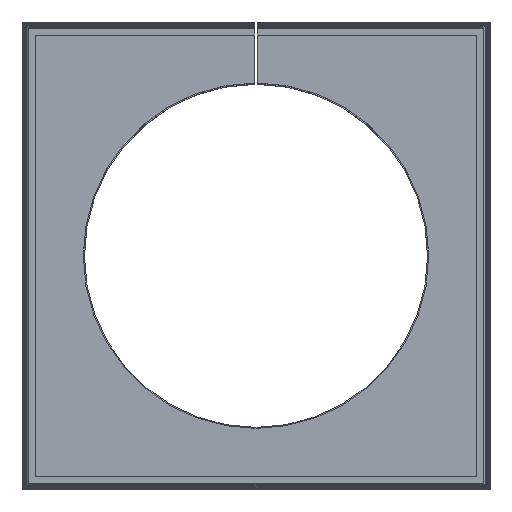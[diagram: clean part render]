
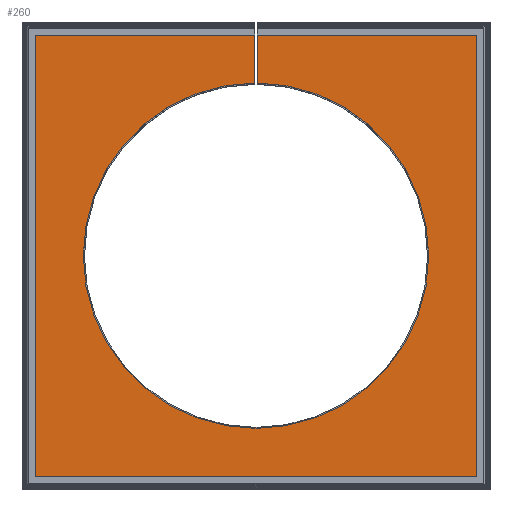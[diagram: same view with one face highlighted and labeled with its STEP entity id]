
A CAD part, top view. The second image highlights one B-rep face of the part: STEP entity #260.
In plain terms, the highlighted planar face has unit normal (0, 0, 1).
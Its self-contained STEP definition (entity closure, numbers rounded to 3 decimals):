
#63=CIRCLE('',#2147,15.5);
#260=ADVANCED_FACE('',(#452),#354,.T.);
#354=PLANE('',#2148);
#452=FACE_OUTER_BOUND('',#571,.T.);
#571=EDGE_LOOP('',(#1010,#1011,#1012,#1013,#1014,#1015,#1016,#1017));
#1010=ORIENTED_EDGE('',*,*,#1588,.F.);
#1011=ORIENTED_EDGE('',*,*,#1589,.T.);
#1012=ORIENTED_EDGE('',*,*,#1590,.T.);
#1013=ORIENTED_EDGE('',*,*,#1591,.T.);
#1014=ORIENTED_EDGE('',*,*,#1592,.T.);
#1015=ORIENTED_EDGE('',*,*,#1392,.T.);
#1016=ORIENTED_EDGE('',*,*,#1593,.T.);
#1017=ORIENTED_EDGE('',*,*,#1594,.F.);
#1200=VERTEX_POINT('',#2693);
#1202=VERTEX_POINT('',#2696);
#1324=VERTEX_POINT('',#3698);
#1325=VERTEX_POINT('',#3699);
#1326=VERTEX_POINT('',#3701);
#1327=VERTEX_POINT('',#3703);
#1328=VERTEX_POINT('',#3705);
#1329=VERTEX_POINT('',#3708);
#1392=EDGE_CURVE('',#1202,#1200,#1681,.T.);
#1588=EDGE_CURVE('',#1324,#1325,#1812,.T.);
#1589=EDGE_CURVE('',#1324,#1326,#1813,.T.);
#1590=EDGE_CURVE('',#1326,#1327,#1814,.T.);
#1591=EDGE_CURVE('',#1327,#1328,#1815,.T.);
#1592=EDGE_CURVE('',#1328,#1202,#1816,.T.);
#1593=EDGE_CURVE('',#1200,#1329,#1817,.T.);
#1594=EDGE_CURVE('',#1325,#1329,#63,.T.);
#1681=LINE('',#2695,#1884);
#1812=LINE('',#3697,#2031);
#1813=LINE('',#3700,#2032);
#1814=LINE('',#3702,#2033);
#1815=LINE('',#3704,#2034);
#1816=LINE('',#3706,#2035);
#1817=LINE('',#3707,#2036);
#1884=VECTOR('',#2233,1.);
#2031=VECTOR('',#2510,1.);
#2032=VECTOR('',#2511,1.);
#2033=VECTOR('',#2512,1.);
#2034=VECTOR('',#2513,1.);
#2035=VECTOR('',#2514,1.);
#2036=VECTOR('',#2515,1.);
#2147=AXIS2_PLACEMENT_3D('',#3709,#2516,#2517);
#2148=AXIS2_PLACEMENT_3D('',#3710,#2518,#2519);
#2233=DIRECTION('',(-1.,0.,0.));
#2510=DIRECTION('',(0.,-1.,0.));
#2511=DIRECTION('',(-1.,0.,0.));
#2512=DIRECTION('',(0.,-1.,0.));
#2513=DIRECTION('',(1.,0.,0.));
#2514=DIRECTION('',(0.,1.,0.));
#2515=DIRECTION('',(0.,-1.,0.));
#2516=DIRECTION('',(0.,0.,1.));
#2517=DIRECTION('',(1.,0.,0.));
#2518=DIRECTION('',(0.,0.,1.));
#2519=DIRECTION('',(-1.,0.,0.));
#2693=CARTESIAN_POINT('',(0.1,19.8,17.7));
#2695=CARTESIAN_POINT('',(19.8,19.8,17.7));
#2696=CARTESIAN_POINT('',(19.8,19.8,17.7));
#3697=CARTESIAN_POINT('',(-0.1,0.,17.7));
#3698=CARTESIAN_POINT('',(-0.1,19.8,17.7));
#3699=CARTESIAN_POINT('',(-0.1,15.5,17.7));
#3700=CARTESIAN_POINT('',(19.8,19.8,17.7));
#3701=CARTESIAN_POINT('',(-19.8,19.8,17.7));
#3702=CARTESIAN_POINT('',(-19.8,19.8,17.7));
#3703=CARTESIAN_POINT('',(-19.8,-19.8,17.7));
#3704=CARTESIAN_POINT('',(-19.8,-19.8,17.7));
#3705=CARTESIAN_POINT('',(19.8,-19.8,17.7));
#3706=CARTESIAN_POINT('',(19.8,-19.8,17.7));
#3707=CARTESIAN_POINT('',(0.1,0.,17.7));
#3708=CARTESIAN_POINT('',(0.1,15.5,17.7));
#3709=CARTESIAN_POINT('',(0.,0.,17.7));
#3710=CARTESIAN_POINT('',(0.,0.,17.7));
